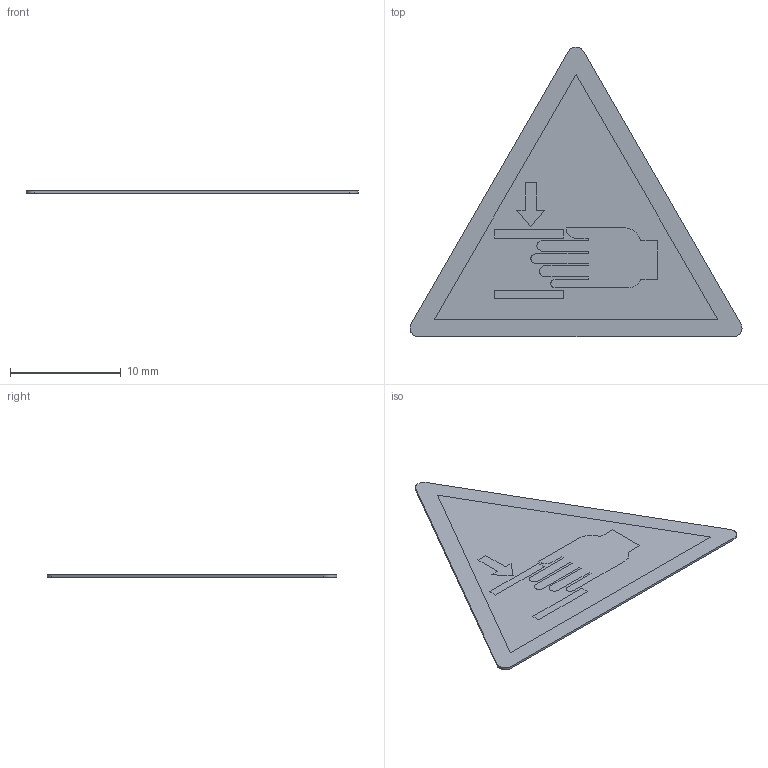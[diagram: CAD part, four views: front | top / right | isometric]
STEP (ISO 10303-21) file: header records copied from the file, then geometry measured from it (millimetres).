
FILE_DESCRIPTION (( 'STEP AP203' ), '1' );
FILE_NAME ('1294-A.STEP', '2016-11-11T12:27:15', ( '' ), ( '' ), 'SwSTEP 2.0', 'SolidWorks 2015', '' );
FILE_SCHEMA (( 'CONFIG_CONTROL_DESIGN' ));
Length unit declared in the file: millimetre
Products named in the file (1): 1294-A
Bounding box: 30 x 26.19 x 0.2 mm (x, y, z)
Volume: 83.9 mm3; surface area: 856.8 mm2
Topology: 1 solids, 1 shells, 14 faces, 63 edges, 56 vertices
Faces by surface type: plane 10, bspline 4
Entity records: 861 total; most frequent: CARTESIAN_POINT 277, ORIENTED_EDGE 126, DIRECTION 70, EDGE_CURVE 63, VERTEX_POINT 56, LINE 48, VECTOR 48, EDGE_LOOP 19
